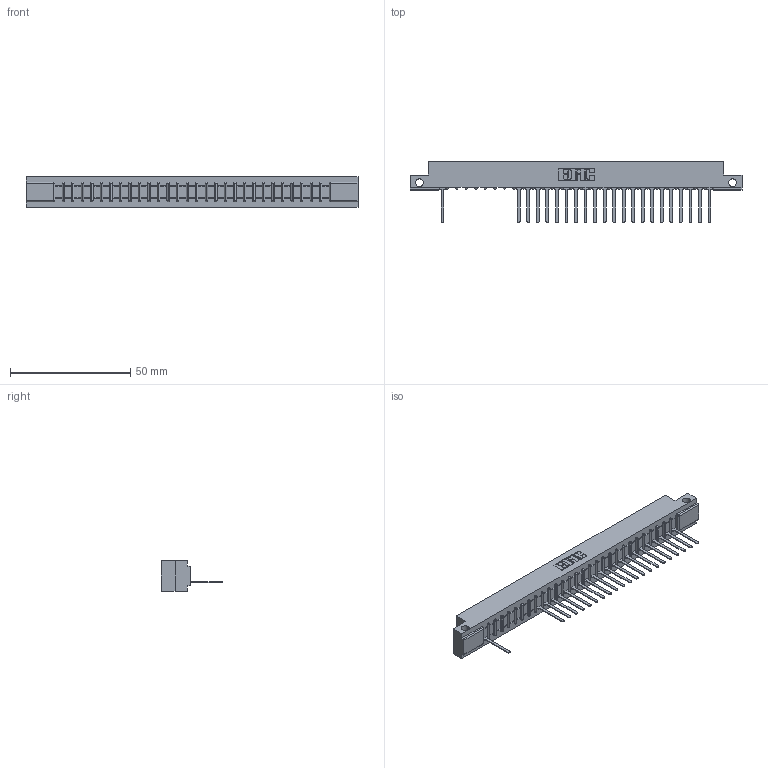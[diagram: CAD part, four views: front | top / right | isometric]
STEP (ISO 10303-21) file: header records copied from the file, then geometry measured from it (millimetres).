
FILE_DESCRIPTION (( 'STEP AP203' ), '1' );
FILE_NAME ('357-029-547-112.STEP', '2018-08-09T07:42:25', ( '' ), ( '' ), 'SwSTEP 2.0', 'SolidWorks 2016', '' );
FILE_SCHEMA (( 'CONFIG_CONTROL_DESIGN' ));
Length unit declared in the file: inch
Products named in the file (3): 357-029-547-112; 307 Part_.128 Dia Side Mounting Holes; 307-290-001_547
Assembly tree (23 placements, depth 2):
  357-029-547-112
    307 Part_.128 Dia Side Mounting Holes
    307-290-001_547  x22
Bounding box: 137.92 x 25.43 x 12.7 mm (x, y, z)
Volume: 14051.1 mm3; surface area: 14341.5 mm2
Topology: 23 solids, 23 shells, 1520 faces, 4335 edges, 2778 vertices
Faces by surface type: plane 968, cylinder 492, sphere 60
Entity records: 26210 total; most frequent: CARTESIAN_POINT 4441, ORIENTED_EDGE 4434, DIRECTION 4319, EDGE_CURVE 2217, LINE 1695, VECTOR 1695, VERTEX_POINT 1434, AXIS2_PLACEMENT_3D 1312
